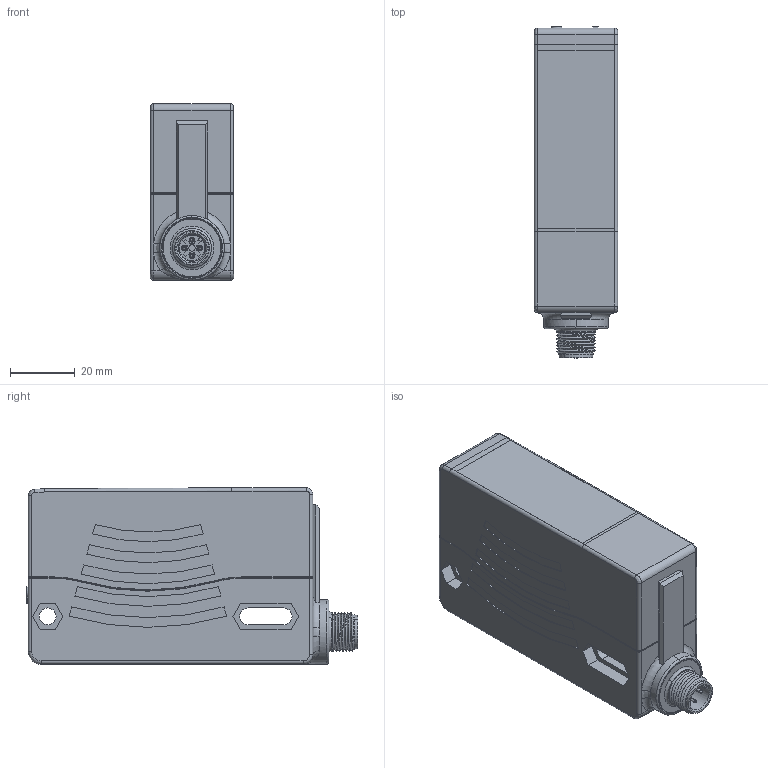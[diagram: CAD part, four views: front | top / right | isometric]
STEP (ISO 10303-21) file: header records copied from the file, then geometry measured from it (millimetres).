
FILE_DESCRIPTION((''),'2;1');
FILE_NAME('DB004797_VDM28_CAD_M1_SW0008','2009-07-23T',('agebhardt'),(''),'PRO/ENGINEER BY PARAMETRIC TECHNOLOGY CORPORATION, 2006300','PRO/ENGINEER BY PARAMETRIC TECHNOLOGY CORPORATION, 2006300','');
FILE_SCHEMA(('CONFIG_CONTROL_DESIGN'));
Length unit declared in the file: millimetre
Products named in the file (1): DB004797_VDM28_CAD_M1_SW0008
Bounding box: 25.8 x 102.7 x 54.6 mm (x, y, z)
Volume: 122056.1 mm3; surface area: 21714 mm2
Topology: 1 solids, 1 shells, 901 faces, 2337 edges, 1512 vertices
Faces by surface type: plane 665, cylinder 132, cone 51, torus 30, sphere 12, bspline 11
Entity records: 43634 total; most frequent: CARTESIAN_POINT 7947, ORIENTED_EDGE 4640, DIRECTION 4434, PRESENTATION_STYLE_ASSIGNMENT 3200, STYLED_ITEM 2331, CURVE_STYLE 2330, EDGE_CURVE 2320, VECTOR 1906
